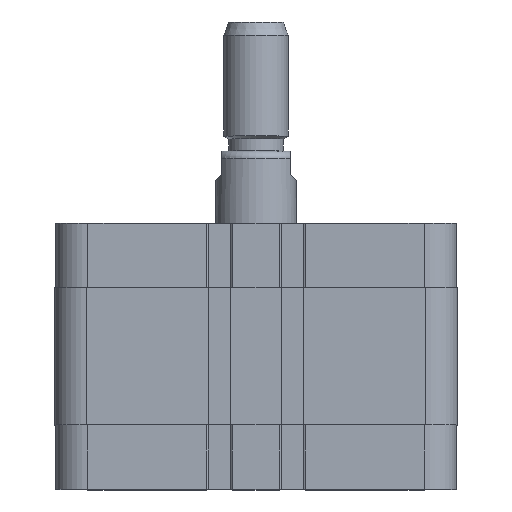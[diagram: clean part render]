
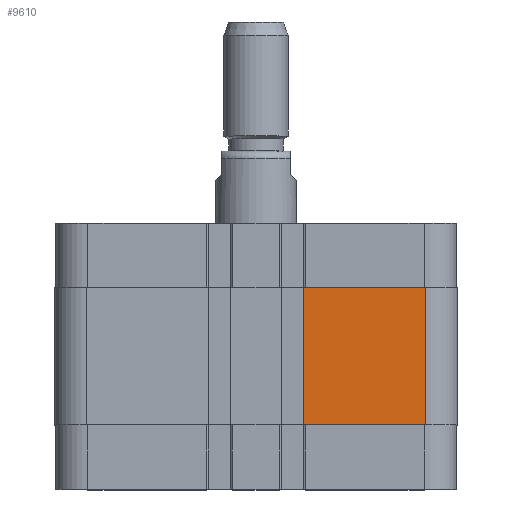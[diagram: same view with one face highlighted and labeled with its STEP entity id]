
A CAD part, top view. The second image highlights one B-rep face of the part: STEP entity #9610.
In plain terms, the highlighted planar face has unit normal (0, 0, 1).
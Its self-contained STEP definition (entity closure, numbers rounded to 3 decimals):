
#7070=CARTESIAN_POINT('',(11.75,17.0,50.));
#7071=VERTEX_POINT('',#7070);
#7078=CARTESIAN_POINT('',(42.,17.0,50.));
#7079=VERTEX_POINT('',#7078);
#7080=CARTESIAN_POINT('',(42.,17.0,50.));
#7081=DIRECTION('',(-1.0,0.0,0.0));
#7082=VECTOR('',#7081,30.25);
#7083=LINE('',#7080,#7082);
#7084=EDGE_CURVE('',#7079,#7071,#7083,.T.);
#9004=CARTESIAN_POINT('',(42.,-17.0,50.));
#9005=VERTEX_POINT('',#9004);
#9013=CARTESIAN_POINT('',(11.75,-17.0,50.));
#9014=VERTEX_POINT('',#9013);
#9015=CARTESIAN_POINT('',(11.75,-17.0,50.));
#9016=DIRECTION('',(1.0,0.0,0.0));
#9017=VECTOR('',#9016,30.25);
#9018=LINE('',#9015,#9017);
#9019=EDGE_CURVE('',#9014,#9005,#9018,.T.);
#9583=CARTESIAN_POINT('',(42.,-17.0,50.));
#9584=DIRECTION('',(0.0,1.0,0.0));
#9585=VECTOR('',#9584,34.0);
#9586=LINE('',#9583,#9585);
#9587=EDGE_CURVE('',#9005,#7079,#9586,.T.);
#9594=CARTESIAN_POINT('',(42.,0.0,50.));
#9595=DIRECTION('',(0.0,0.0,1.0));
#9596=DIRECTION('',(1.0,0.0,0.0));
#9597=AXIS2_PLACEMENT_3D('',#9594,#9595,#9596);
#9598=PLANE('',#9597);
#9599=ORIENTED_EDGE('',*,*,#7084,.T.);
#9600=CARTESIAN_POINT('',(11.75,-17.0,50.));
#9601=DIRECTION('',(0.0,1.0,0.0));
#9602=VECTOR('',#9601,34.0);
#9603=LINE('',#9600,#9602);
#9604=EDGE_CURVE('',#9014,#7071,#9603,.T.);
#9605=ORIENTED_EDGE('',*,*,#9604,.F.);
#9606=ORIENTED_EDGE('',*,*,#9019,.T.);
#9607=ORIENTED_EDGE('',*,*,#9587,.T.);
#9608=EDGE_LOOP('',(#9599,#9605,#9606,#9607));
#9609=FACE_OUTER_BOUND('',#9608,.T.);
#9610=ADVANCED_FACE('',(#9609),#9598,.T.);
